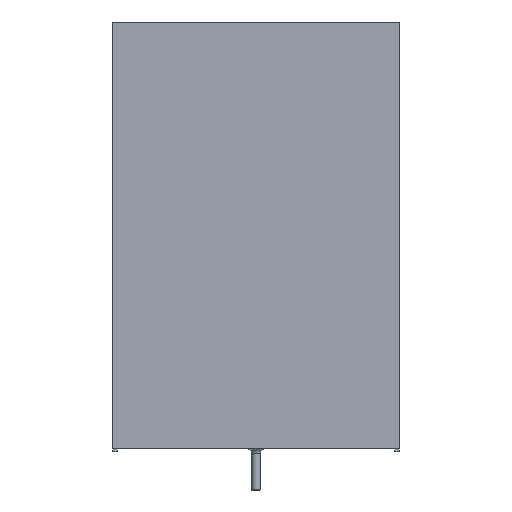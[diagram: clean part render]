
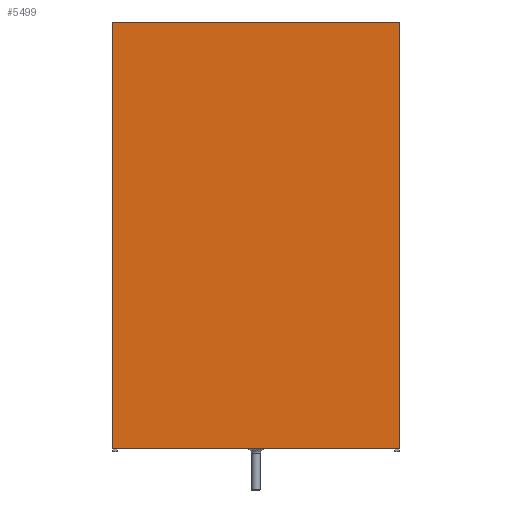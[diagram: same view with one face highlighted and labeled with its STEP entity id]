
A CAD part, left-side view. The second image highlights one B-rep face of the part: STEP entity #5499.
In plain terms, the highlighted planar face has unit normal (-1, 0, 0).
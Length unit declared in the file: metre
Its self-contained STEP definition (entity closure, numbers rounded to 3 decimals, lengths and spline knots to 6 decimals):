
#55=PLANE('',#5723);
#539=ORIENTED_EDGE('',*,*,#1572,.T.);
#540=ORIENTED_EDGE('',*,*,#1586,.F.);
#541=ORIENTED_EDGE('',*,*,#1528,.F.);
#542=ORIENTED_EDGE('',*,*,#1587,.T.);
#1528=EDGE_CURVE('',#2058,#2059,#2442,.T.);
#1572=EDGE_CURVE('',#2100,#2101,#2480,.T.);
#1586=EDGE_CURVE('',#2059,#2101,#2494,.T.);
#1587=EDGE_CURVE('',#2058,#2100,#2495,.T.);
#2058=VERTEX_POINT('',#7599);
#2059=VERTEX_POINT('',#7600);
#2100=VERTEX_POINT('',#7786);
#2101=VERTEX_POINT('',#7787);
#2442=LINE('',#7598,#2902);
#2480=LINE('',#7785,#2940);
#2494=LINE('',#7813,#2954);
#2495=LINE('',#7814,#2955);
#2902=VECTOR('',#6015,1.);
#2940=VECTOR('',#6055,1.);
#2954=VECTOR('',#6073,1.);
#2955=VECTOR('',#6074,1.);
#3323=EDGE_LOOP('',(#539,#540,#541,#542));
#3595=FACE_BOUND('',#3323,.T.);
#5499=ADVANCED_FACE('',(#3595),#55,.F.);
#5723=AXIS2_PLACEMENT_3D('',#7812,#6071,#6072);
#6015=DIRECTION('',(0.,0.,-1.));
#6055=DIRECTION('',(0.,0.,-1.));
#6071=DIRECTION('',(1.,0.,0.));
#6072=DIRECTION('',(0.,0.,-1.));
#6073=DIRECTION('',(0.,1.,0.));
#6074=DIRECTION('',(0.,1.,0.));
#7598=CARTESIAN_POINT('',(-0.021,-0.015,0.02135));
#7599=CARTESIAN_POINT('',(-0.021,-0.015,0.02335));
#7600=CARTESIAN_POINT('',(-0.021,-0.015,-0.02135));
#7785=CARTESIAN_POINT('',(-0.021,0.015,0.02135));
#7786=CARTESIAN_POINT('',(-0.021,0.015,0.02335));
#7787=CARTESIAN_POINT('',(-0.021,0.015,-0.02135));
#7812=CARTESIAN_POINT('',(-0.021,-0.01457,0.02135));
#7813=CARTESIAN_POINT('',(-0.021,-0.01457,-0.02135));
#7814=CARTESIAN_POINT('',(-0.021,-0.01457,0.02335));
